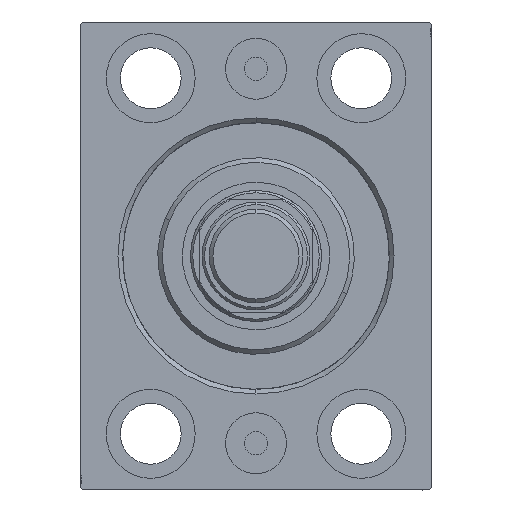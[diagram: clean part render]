
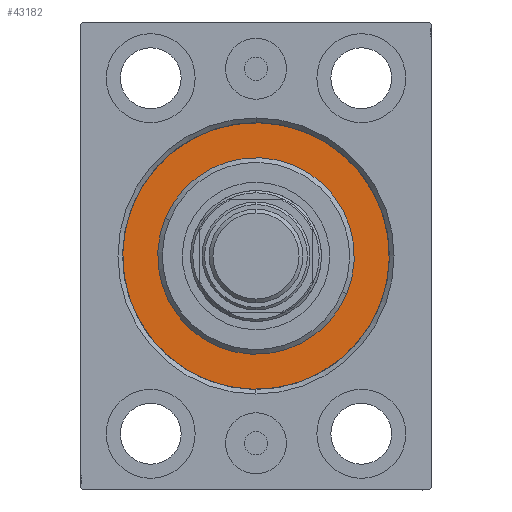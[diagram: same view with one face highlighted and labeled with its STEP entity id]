
A CAD part, left-side view. The second image highlights one B-rep face of the part: STEP entity #43182.
In plain terms, the highlighted face is planar.
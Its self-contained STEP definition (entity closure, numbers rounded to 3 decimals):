
#1163 = EDGE_CURVE ( 'NONE', #36897, #38390, #22071, .T. ) ;
#2193 = CIRCLE ( 'NONE', #35075, 21. ) ;
#2579 = CARTESIAN_POINT ( 'NONE',  ( 0., 0., 28.5 ) ) ;
#2695 = VERTEX_POINT ( 'NONE', #20147 ) ;
#3536 = ORIENTED_EDGE ( 'NONE', *, *, #18315, .F. ) ;
#4045 = PLANE ( 'NONE',  #29615 ) ;
#4440 = CARTESIAN_POINT ( 'NONE',  ( 0., 0., 0. ) ) ;
#4721 = EDGE_LOOP ( 'NONE', ( #14626, #7270 ) ) ;
#6626 = DIRECTION ( 'NONE',  ( 0., 0., -1. ) ) ;
#7192 = CARTESIAN_POINT ( 'NONE',  ( 0., 0., 0. ) ) ;
#7270 = ORIENTED_EDGE ( 'NONE', *, *, #35131, .F. ) ;
#8811 = AXIS2_PLACEMENT_3D ( 'NONE', #4440, #18109, #22110 ) ;
#9138 = DIRECTION ( 'NONE',  ( 1., 0., 0. ) ) ;
#9622 = EDGE_CURVE ( 'NONE', #2695, #38997, #2193, .T. ) ;
#10225 = DIRECTION ( 'NONE',  ( 1., 0., 0. ) ) ;
#11015 = FACE_OUTER_BOUND ( 'NONE', #4721, .T. ) ;
#14626 = ORIENTED_EDGE ( 'NONE', *, *, #1163, .F. ) ;
#15625 = DIRECTION ( 'NONE',  ( 0., 0., 1. ) ) ;
#18109 = DIRECTION ( 'NONE',  ( -1., 0., 0. ) ) ;
#18315 = EDGE_CURVE ( 'NONE', #38997, #2695, #38513, .T. ) ;
#19219 = AXIS2_PLACEMENT_3D ( 'NONE', #36433, #9138, #22338 ) ;
#20147 = CARTESIAN_POINT ( 'NONE',  ( 0., 0., -21. ) ) ;
#21386 = AXIS2_PLACEMENT_3D ( 'NONE', #26093, #36163, #22950 ) ;
#21395 = EDGE_LOOP ( 'NONE', ( #3536, #38562 ) ) ;
#22071 = CIRCLE ( 'NONE', #21386, 28.5 ) ;
#22110 = DIRECTION ( 'NONE',  ( 0., 0., 1. ) ) ;
#22338 = DIRECTION ( 'NONE',  ( 0., 0., -1. ) ) ;
#22341 = DIRECTION ( 'NONE',  ( -1., 0., 0. ) ) ;
#22950 = DIRECTION ( 'NONE',  ( 0., 0., 1. ) ) ;
#23641 = CARTESIAN_POINT ( 'NONE',  ( 0., 0., 0. ) ) ;
#24580 = CARTESIAN_POINT ( 'NONE',  ( 0., 0., 21. ) ) ;
#26093 = CARTESIAN_POINT ( 'NONE',  ( 0., 0., 0. ) ) ;
#29615 = AXIS2_PLACEMENT_3D ( 'NONE', #7192, #22341, #15625 ) ;
#32628 = FACE_BOUND ( 'NONE', #21395, .T. ) ;
#34543 = CIRCLE ( 'NONE', #8811, 28.5 ) ;
#35075 = AXIS2_PLACEMENT_3D ( 'NONE', #23641, #10225, #6626 ) ;
#35131 = EDGE_CURVE ( 'NONE', #38390, #36897, #34543, .T. ) ;
#36049 = CARTESIAN_POINT ( 'NONE',  ( 0., 0., -28.5 ) ) ;
#36163 = DIRECTION ( 'NONE',  ( -1., 0., 0. ) ) ;
#36433 = CARTESIAN_POINT ( 'NONE',  ( 0., 0., 0. ) ) ;
#36897 = VERTEX_POINT ( 'NONE', #36049 ) ;
#38390 = VERTEX_POINT ( 'NONE', #2579 ) ;
#38513 = CIRCLE ( 'NONE', #19219, 21. ) ;
#38562 = ORIENTED_EDGE ( 'NONE', *, *, #9622, .F. ) ;
#38997 = VERTEX_POINT ( 'NONE', #24580 ) ;
#43182 = ADVANCED_FACE ( 'NONE', ( #32628, #11015 ), #4045, .F. ) ;
